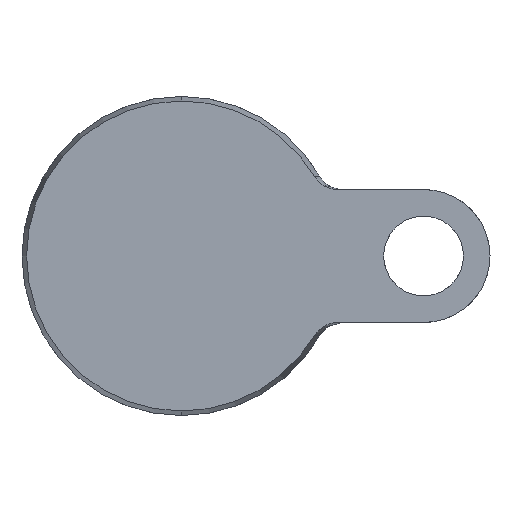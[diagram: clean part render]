
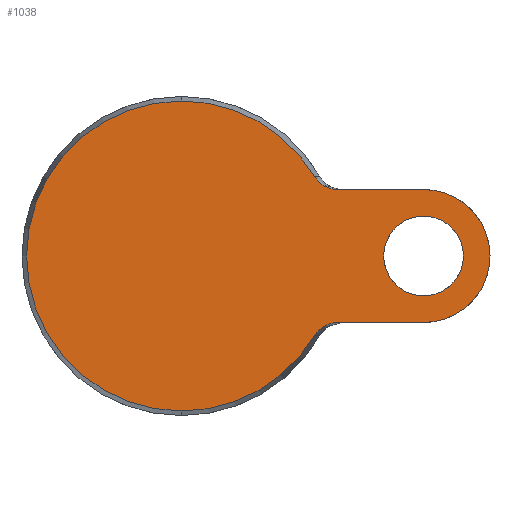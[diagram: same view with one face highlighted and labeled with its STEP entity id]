
A CAD part, front view. The second image highlights one B-rep face of the part: STEP entity #1038.
In plain terms, the highlighted planar face has unit normal (0, -1, 0).
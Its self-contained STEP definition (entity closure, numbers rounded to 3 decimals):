
#17 = EDGE_CURVE ( 'NONE', #555, #710, #406, .T. ) ;
#21 = LINE ( 'NONE', #395, #613 ) ;
#38 = CARTESIAN_POINT ( 'NONE',  ( 27.057, 0., 13.048 ) ) ;
#57 = CARTESIAN_POINT ( 'NONE',  ( 27.255, 0., -12.953 ) ) ;
#76 = CARTESIAN_POINT ( 'NONE',  ( 15., 0., 12.5 ) ) ;
#79 = AXIS2_PLACEMENT_3D ( 'NONE', #306, #1051, #1455 ) ;
#92 = CARTESIAN_POINT ( 'NONE',  ( 25.011, 0., 14.959 ) ) ;
#93 = DIRECTION ( 'NONE',  ( 0., 0., 1. ) ) ;
#101 = AXIS2_PLACEMENT_3D ( 'NONE', #1409, #165, #790 ) ;
#107 = VERTEX_POINT ( 'NONE', #399 ) ;
#111 = CARTESIAN_POINT ( 'NONE',  ( 28.933, 0., 12.5 ) ) ;
#134 = CARTESIAN_POINT ( 'NONE',  ( 0., 0., 29.143 ) ) ;
#136 = CARTESIAN_POINT ( 'NONE',  ( 25.237, 0., 14.58 ) ) ;
#152 = CARTESIAN_POINT ( 'NONE',  ( 45.5, 0., -7.5 ) ) ;
#163 = CARTESIAN_POINT ( 'NONE',  ( 26.678, 0., 13.261 ) ) ;
#165 = DIRECTION ( 'NONE',  ( 0., 1., 0. ) ) ;
#171 = CARTESIAN_POINT ( 'NONE',  ( 26.146, 0., -13.64 ) ) ;
#172 = CARTESIAN_POINT ( 'NONE',  ( 27.659, 0., 12.79 ) ) ;
#245 = EDGE_CURVE ( 'NONE', #959, #563, #932, .T. ) ;
#265 = DIRECTION ( 'NONE',  ( 0., 1., 0. ) ) ;
#273 = CARTESIAN_POINT ( 'NONE',  ( 29.374, 0., -12.5 ) ) ;
#296 = ORIENTED_EDGE ( 'NONE', *, *, #1327, .T. ) ;
#299 = CARTESIAN_POINT ( 'NONE',  ( 25.508, 0., -14.24 ) ) ;
#306 = CARTESIAN_POINT ( 'NONE',  ( -29.143, 0., 0. ) ) ;
#316 = CARTESIAN_POINT ( 'NONE',  ( 28.933, 0., -12.5 ) ) ;
#380 = EDGE_CURVE ( 'NONE', #107, #1454, #1326, .T. ) ;
#381 = AXIS2_PLACEMENT_3D ( 'NONE', #1106, #1615, #93 ) ;
#395 = CARTESIAN_POINT ( 'NONE',  ( 15., 0., -12.5 ) ) ;
#399 = CARTESIAN_POINT ( 'NONE',  ( 0., 0., -29.143 ) ) ;
#402 = CARTESIAN_POINT ( 'NONE',  ( 25.976, 0., 13.785 ) ) ;
#406 = LINE ( 'NONE', #76, #1137 ) ;
#412 = AXIS2_PLACEMENT_3D ( 'NONE', #1597, #605, #463 ) ;
#428 = EDGE_CURVE ( 'NONE', #563, #959, #799, .T. ) ;
#431 = CARTESIAN_POINT ( 'NONE',  ( 28.503, 0., -12.556 ) ) ;
#441 = CARTESIAN_POINT ( 'NONE',  ( 45.5, 0., 7.5 ) ) ;
#463 = DIRECTION ( 'NONE',  ( 0., 0., -1. ) ) ;
#492 = CARTESIAN_POINT ( 'NONE',  ( 45.5, 0., 0. ) ) ;
#498 = CARTESIAN_POINT ( 'NONE',  ( 0., 0., 0. ) ) ;
#508 = ORIENTED_EDGE ( 'NONE', *, *, #17, .F. ) ;
#539 = CARTESIAN_POINT ( 'NONE',  ( 25.237, 0., -14.58 ) ) ;
#554 = CARTESIAN_POINT ( 'NONE',  ( 27.871, 0., -12.72 ) ) ;
#555 = VERTEX_POINT ( 'NONE', #712 ) ;
#563 = VERTEX_POINT ( 'NONE', #441 ) ;
#569 = B_SPLINE_CURVE_WITH_KNOTS ( 'NONE', 3,
 ( #1288, #539, #299, #794, #171, #660, #679, #57, #1312, #554, #431, #316, #1295 ),
 .UNSPECIFIED., .F., .F.,
 ( 4, 2, 2, 1, 2, 2, 4 ),
 ( 0., 0.001, 0.002, 0.003, 0.003, 0.004, 0.005 ),
 .UNSPECIFIED. ) ;
#590 = AXIS2_PLACEMENT_3D ( 'NONE', #1152, #774, #1299 ) ;
#605 = DIRECTION ( 'NONE',  ( 0., -1., 0. ) ) ;
#610 = AXIS2_PLACEMENT_3D ( 'NONE', #498, #1151, #1244 ) ;
#613 = VECTOR ( 'NONE', #1396, 1000. ) ;
#647 = CARTESIAN_POINT ( 'NONE',  ( 27.253, 0., 12.954 ) ) ;
#657 = CARTESIAN_POINT ( 'NONE',  ( 45.5, 0., -12.5 ) ) ;
#660 = CARTESIAN_POINT ( 'NONE',  ( 26.497, 0., -13.379 ) ) ;
#677 = ORIENTED_EDGE ( 'NONE', *, *, #1275, .T. ) ;
#679 = CARTESIAN_POINT ( 'NONE',  ( 26.862, 0., -13.142 ) ) ;
#681 = ORIENTED_EDGE ( 'NONE', *, *, #884, .F. ) ;
#710 = VERTEX_POINT ( 'NONE', #997 ) ;
#712 = CARTESIAN_POINT ( 'NONE',  ( 29.374, 0., 12.5 ) ) ;
#742 = VERTEX_POINT ( 'NONE', #134 ) ;
#770 = CARTESIAN_POINT ( 'NONE',  ( 28.502, 0., 12.556 ) ) ;
#774 = DIRECTION ( 'NONE',  ( 0., -1., 0. ) ) ;
#787 = ORIENTED_EDGE ( 'NONE', *, *, #1217, .T. ) ;
#790 = DIRECTION ( 'NONE',  ( 0., 0., 1. ) ) ;
#794 = CARTESIAN_POINT ( 'NONE',  ( 25.977, 0., -13.784 ) ) ;
#799 = CIRCLE ( 'NONE', #101, 7.5 ) ;
#879 = CIRCLE ( 'NONE', #590, 29.143 ) ;
#884 = EDGE_CURVE ( 'NONE', #710, #1307, #991, .T. ) ;
#888 = CARTESIAN_POINT ( 'NONE',  ( 26.144, 0., 13.642 ) ) ;
#919 = EDGE_LOOP ( 'NONE', ( #1133, #1423 ) ) ;
#927 = FACE_BOUND ( 'NONE', #919, .T. ) ;
#932 = CIRCLE ( 'NONE', #381, 7.5 ) ;
#959 = VERTEX_POINT ( 'NONE', #152 ) ;
#971 = VERTEX_POINT ( 'NONE', #273 ) ;
#991 = CIRCLE ( 'NONE', #1069, 12.5 ) ;
#997 = CARTESIAN_POINT ( 'NONE',  ( 45.5, 0., 12.5 ) ) ;
#999 = EDGE_CURVE ( 'NONE', #1307, #971, #21, .T. ) ;
#1008 = DIRECTION ( 'NONE',  ( 0., 0., -1. ) ) ;
#1009 = ORIENTED_EDGE ( 'NONE', *, *, #999, .F. ) ;
#1032 = ORIENTED_EDGE ( 'NONE', *, *, #1146, .T. ) ;
#1038 = ADVANCED_FACE ( 'NONE', ( #1180, #927 ), #1320, .F. ) ;
#1051 = DIRECTION ( 'NONE',  ( 0., 1., 0. ) ) ;
#1069 = AXIS2_PLACEMENT_3D ( 'NONE', #492, #265, #1008 ) ;
#1074 = CARTESIAN_POINT ( 'NONE',  ( 25.011, 0., -14.959 ) ) ;
#1106 = CARTESIAN_POINT ( 'NONE',  ( 45.5, 0., 0. ) ) ;
#1133 = ORIENTED_EDGE ( 'NONE', *, *, #245, .T. ) ;
#1137 = VECTOR ( 'NONE', #1316, 1000. ) ;
#1146 = EDGE_CURVE ( 'NONE', #1454, #971, #569, .T. ) ;
#1149 = CARTESIAN_POINT ( 'NONE',  ( 25.507, 0., 14.24 ) ) ;
#1151 = DIRECTION ( 'NONE',  ( 0., -1., 0. ) ) ;
#1152 = CARTESIAN_POINT ( 'NONE',  ( 0., 0., 0. ) ) ;
#1180 = FACE_OUTER_BOUND ( 'NONE', #1581, .T. ) ;
#1196 = CIRCLE ( 'NONE', #412, 29.143 ) ;
#1217 = EDGE_CURVE ( 'NONE', #1510, #742, #1196, .T. ) ;
#1234 = CARTESIAN_POINT ( 'NONE',  ( 29.374, 0., 12.5 ) ) ;
#1244 = DIRECTION ( 'NONE',  ( 0., 0., -1. ) ) ;
#1275 = EDGE_CURVE ( 'NONE', #555, #1510, #1293, .T. ) ;
#1288 = CARTESIAN_POINT ( 'NONE',  ( 25.011, 0., -14.959 ) ) ;
#1293 = B_SPLINE_CURVE_WITH_KNOTS ( 'NONE', 3,
 ( #1234, #111, #770, #1419, #172, #647, #38, #163, #1425, #888, #402, #1149, #136, #1532 ),
 .UNSPECIFIED., .F., .F.,
 ( 4, 2, 2, 2, 2, 2, 4 ),
 ( 0., 0.001, 0.002, 0.003, 0.003, 0.004, 0.005 ),
 .UNSPECIFIED. ) ;
#1295 = CARTESIAN_POINT ( 'NONE',  ( 29.374, 0., -12.5 ) ) ;
#1299 = DIRECTION ( 'NONE',  ( 0., 0., -1. ) ) ;
#1307 = VERTEX_POINT ( 'NONE', #657 ) ;
#1312 = CARTESIAN_POINT ( 'NONE',  ( 27.662, 0., -12.789 ) ) ;
#1316 = DIRECTION ( 'NONE',  ( 1., 0., 0. ) ) ;
#1320 = PLANE ( 'NONE',  #79 ) ;
#1326 = CIRCLE ( 'NONE', #610, 29.143 ) ;
#1327 = EDGE_CURVE ( 'NONE', #742, #107, #879, .T. ) ;
#1396 = DIRECTION ( 'NONE',  ( -1., 0., 0. ) ) ;
#1409 = CARTESIAN_POINT ( 'NONE',  ( 45.5, 0., 0. ) ) ;
#1419 = CARTESIAN_POINT ( 'NONE',  ( 27.869, 0., 12.721 ) ) ;
#1423 = ORIENTED_EDGE ( 'NONE', *, *, #428, .T. ) ;
#1425 = CARTESIAN_POINT ( 'NONE',  ( 26.495, 0., 13.38 ) ) ;
#1454 = VERTEX_POINT ( 'NONE', #1074 ) ;
#1455 = DIRECTION ( 'NONE',  ( 0., 0., 1. ) ) ;
#1510 = VERTEX_POINT ( 'NONE', #92 ) ;
#1532 = CARTESIAN_POINT ( 'NONE',  ( 25.011, 0., 14.959 ) ) ;
#1535 = ORIENTED_EDGE ( 'NONE', *, *, #380, .T. ) ;
#1581 = EDGE_LOOP ( 'NONE', ( #508, #677, #787, #296, #1535, #1032, #1009, #681 ) ) ;
#1597 = CARTESIAN_POINT ( 'NONE',  ( 0., 0., 0. ) ) ;
#1615 = DIRECTION ( 'NONE',  ( 0., 1., 0. ) ) ;
